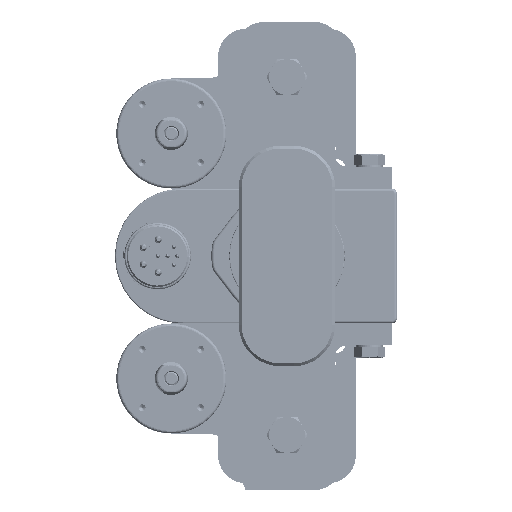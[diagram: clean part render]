
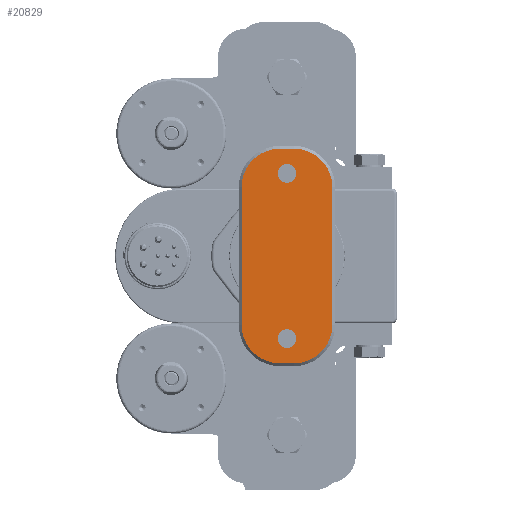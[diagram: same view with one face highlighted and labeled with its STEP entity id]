
A CAD part, left-side view. The second image highlights one B-rep face of the part: STEP entity #20829.
In plain terms, the highlighted face is planar.
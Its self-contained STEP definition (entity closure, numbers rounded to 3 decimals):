
#1064 = EDGE_LOOP ( 'NONE', ( #39666, #36187, #40877, #4982, #25788, #34116, #16433, #27224 ) ) ;
#2191 = CARTESIAN_POINT ( 'NONE',  ( -25., 2.5, 15. ) ) ;
#2693 = DIRECTION ( 'NONE',  ( 0., 0., 1. ) ) ;
#2829 = LINE ( 'NONE', #33626, #9322 ) ;
#4540 = AXIS2_PLACEMENT_3D ( 'NONE', #35188, #52837, #35487 ) ;
#4982 = ORIENTED_EDGE ( 'NONE', *, *, #47301, .T. ) ;
#5687 = VERTEX_POINT ( 'NONE', #19072 ) ;
#5972 = EDGE_CURVE ( 'NONE', #40219, #43276, #2829, .T. ) ;
#6263 = DIRECTION ( 'NONE',  ( 0., 0., 1. ) ) ;
#6737 = CIRCLE ( 'NONE', #53040, 3.4 ) ;
#7386 = CARTESIAN_POINT ( 'NONE',  ( -30., 0., 15. ) ) ;
#8243 = FACE_BOUND ( 'NONE', #50215, .T. ) ;
#8340 = CIRCLE ( 'NONE', #40737, 3.4 ) ;
#8548 = VERTEX_POINT ( 'NONE', #35550 ) ;
#8829 = FACE_OUTER_BOUND ( 'NONE', #1064, .T. ) ;
#9100 = CIRCLE ( 'NONE', #11853, 14. ) ;
#9161 = CARTESIAN_POINT ( 'NONE',  ( 25., 16.5, 15. ) ) ;
#9322 = VECTOR ( 'NONE', #50667, 1000. ) ;
#9389 = EDGE_CURVE ( 'NONE', #5687, #5687, #8340, .T. ) ;
#9485 = AXIS2_PLACEMENT_3D ( 'NONE', #30019, #30580, #48234 ) ;
#9770 = DIRECTION ( 'NONE',  ( -1., 0., 0. ) ) ;
#10370 = CARTESIAN_POINT ( 'NONE',  ( -25., -16.5, 15. ) ) ;
#10641 = DIRECTION ( 'NONE',  ( 0., 1., 0. ) ) ;
#11009 = CIRCLE ( 'NONE', #4540, 14. ) ;
#11330 = VERTEX_POINT ( 'NONE', #9161 ) ;
#11372 = CARTESIAN_POINT ( 'NONE',  ( 30., 0., 15. ) ) ;
#11853 = AXIS2_PLACEMENT_3D ( 'NONE', #2191, #6263, #19946 ) ;
#16412 = DIRECTION ( 'NONE',  ( 0., 0., 1. ) ) ;
#16433 = ORIENTED_EDGE ( 'NONE', *, *, #22426, .T. ) ;
#17027 = EDGE_CURVE ( 'NONE', #11330, #48442, #23694, .T. ) ;
#19072 = CARTESIAN_POINT ( 'NONE',  ( -26.6, 0., 15. ) ) ;
#19946 = DIRECTION ( 'NONE',  ( 1., 0., 0. ) ) ;
#20829 = ADVANCED_FACE ( 'NONE', ( #8829, #8243, #52030 ), #38411, .T. ) ;
#22318 = CARTESIAN_POINT ( 'NONE',  ( 25., -16.5, 15. ) ) ;
#22426 = EDGE_CURVE ( 'NONE', #54339, #51788, #32727, .T. ) ;
#23694 = LINE ( 'NONE', #32385, #31671 ) ;
#24833 = VERTEX_POINT ( 'NONE', #33846 ) ;
#25197 = CIRCLE ( 'NONE', #37236, 14. ) ;
#25788 = ORIENTED_EDGE ( 'NONE', *, *, #5972, .T. ) ;
#26341 = CARTESIAN_POINT ( 'NONE',  ( 39., 2.5, 15. ) ) ;
#26555 = AXIS2_PLACEMENT_3D ( 'NONE', #56041, #2693, #55751 ) ;
#26815 = DIRECTION ( 'NONE',  ( 0., 0., 1. ) ) ;
#27140 = EDGE_LOOP ( 'NONE', ( #45651 ) ) ;
#27224 = ORIENTED_EDGE ( 'NONE', *, *, #27906, .T. ) ;
#27906 = EDGE_CURVE ( 'NONE', #51788, #8548, #25197, .T. ) ;
#28449 = CARTESIAN_POINT ( 'NONE',  ( -39., 2.5, 15. ) ) ;
#28523 = DIRECTION ( 'NONE',  ( 1., 0., 0. ) ) ;
#30019 = CARTESIAN_POINT ( 'NONE',  ( 0., 0., 15. ) ) ;
#30463 = EDGE_CURVE ( 'NONE', #24833, #24833, #6737, .T. ) ;
#30580 = DIRECTION ( 'NONE',  ( 0., 0., 1. ) ) ;
#31671 = VECTOR ( 'NONE', #9770, 1000. ) ;
#32287 = CARTESIAN_POINT ( 'NONE',  ( -39., -2.5, 15. ) ) ;
#32385 = CARTESIAN_POINT ( 'NONE',  ( -25., 16.5, 15. ) ) ;
#32419 = LINE ( 'NONE', #37049, #43994 ) ;
#32727 = LINE ( 'NONE', #50362, #56665 ) ;
#33626 = CARTESIAN_POINT ( 'NONE',  ( -39., 0., 15. ) ) ;
#33846 = CARTESIAN_POINT ( 'NONE',  ( 33.4, 0., 15. ) ) ;
#33856 = ORIENTED_EDGE ( 'NONE', *, *, #30463, .F. ) ;
#34116 = ORIENTED_EDGE ( 'NONE', *, *, #44123, .T. ) ;
#35188 = CARTESIAN_POINT ( 'NONE',  ( 25., 2.5, 15. ) ) ;
#35487 = DIRECTION ( 'NONE',  ( 1., 0., 0. ) ) ;
#35550 = CARTESIAN_POINT ( 'NONE',  ( 39., -2.5, 15. ) ) ;
#36187 = ORIENTED_EDGE ( 'NONE', *, *, #56015, .T. ) ;
#36367 = CARTESIAN_POINT ( 'NONE',  ( 25., -2.5, 15. ) ) ;
#37049 = CARTESIAN_POINT ( 'NONE',  ( 39., 0., 15. ) ) ;
#37236 = AXIS2_PLACEMENT_3D ( 'NONE', #36367, #26815, #45325 ) ;
#38411 = PLANE ( 'NONE',  #9485 ) ;
#39666 = ORIENTED_EDGE ( 'NONE', *, *, #42862, .T. ) ;
#40219 = VERTEX_POINT ( 'NONE', #28449 ) ;
#40737 = AXIS2_PLACEMENT_3D ( 'NONE', #7386, #16412, #43051 ) ;
#40877 = ORIENTED_EDGE ( 'NONE', *, *, #17027, .T. ) ;
#42862 = EDGE_CURVE ( 'NONE', #8548, #44918, #32419, .T. ) ;
#43051 = DIRECTION ( 'NONE',  ( 1., 0., 0. ) ) ;
#43276 = VERTEX_POINT ( 'NONE', #32287 ) ;
#43994 = VECTOR ( 'NONE', #10641, 1000. ) ;
#44123 = EDGE_CURVE ( 'NONE', #43276, #54339, #54313, .T. ) ;
#44918 = VERTEX_POINT ( 'NONE', #26341 ) ;
#45325 = DIRECTION ( 'NONE',  ( 1., 0., 0. ) ) ;
#45651 = ORIENTED_EDGE ( 'NONE', *, *, #9389, .F. ) ;
#46758 = DIRECTION ( 'NONE',  ( 0., 0., 1. ) ) ;
#47301 = EDGE_CURVE ( 'NONE', #48442, #40219, #9100, .T. ) ;
#48234 = DIRECTION ( 'NONE',  ( 1., 0., 0. ) ) ;
#48442 = VERTEX_POINT ( 'NONE', #48982 ) ;
#48982 = CARTESIAN_POINT ( 'NONE',  ( -25., 16.5, 15. ) ) ;
#50215 = EDGE_LOOP ( 'NONE', ( #33856 ) ) ;
#50362 = CARTESIAN_POINT ( 'NONE',  ( 25., -16.5, 15. ) ) ;
#50667 = DIRECTION ( 'NONE',  ( 0., -1., 0. ) ) ;
#51788 = VERTEX_POINT ( 'NONE', #22318 ) ;
#52030 = FACE_BOUND ( 'NONE', #27140, .T. ) ;
#52837 = DIRECTION ( 'NONE',  ( 0., 0., 1. ) ) ;
#53040 = AXIS2_PLACEMENT_3D ( 'NONE', #11372, #46758, #28523 ) ;
#54313 = CIRCLE ( 'NONE', #26555, 14. ) ;
#54339 = VERTEX_POINT ( 'NONE', #10370 ) ;
#55296 = DIRECTION ( 'NONE',  ( 1., 0., 0. ) ) ;
#55751 = DIRECTION ( 'NONE',  ( 1., 0., 0. ) ) ;
#56015 = EDGE_CURVE ( 'NONE', #44918, #11330, #11009, .T. ) ;
#56041 = CARTESIAN_POINT ( 'NONE',  ( -25., -2.5, 15. ) ) ;
#56665 = VECTOR ( 'NONE', #55296, 1000. ) ;
